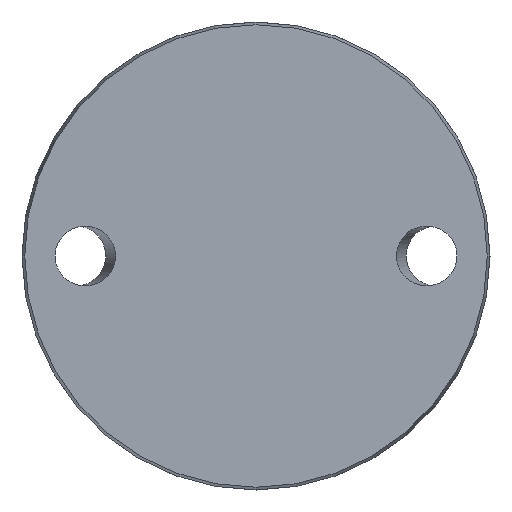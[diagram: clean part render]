
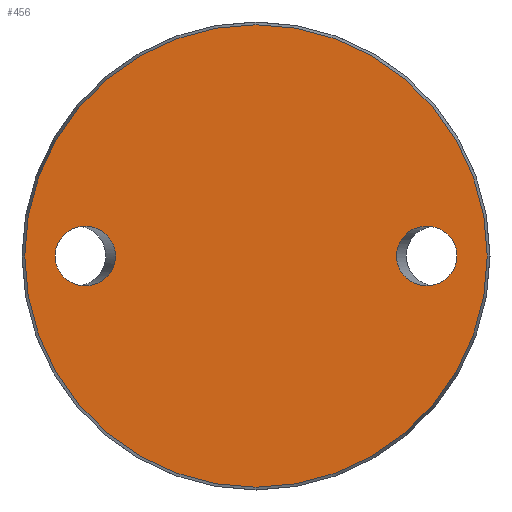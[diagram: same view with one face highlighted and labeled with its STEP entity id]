
A CAD part, front view. The second image highlights one B-rep face of the part: STEP entity #456.
In plain terms, the highlighted planar face has unit normal (0, -1, 0).
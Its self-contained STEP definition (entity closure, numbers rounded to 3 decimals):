
#87 = CARTESIAN_POINT ( 'NONE',  ( -42.087, 0., -12.5 ) ) ;
#97 = AXIS2_PLACEMENT_3D ( 'NONE', #562, #457, #739 ) ;
#132 = CARTESIAN_POINT ( 'NONE',  ( -29.413, 0., -12.5 ) ) ;
#138 =( BOUNDED_CURVE ( )  B_SPLINE_CURVE ( 3, ( #486, #487, #432, #612, #149, #719, #377 ),
 .UNSPECIFIED., .T., .T. ) 
 B_SPLINE_CURVE_WITH_KNOTS ( ( 4, 3, 4 ),
 ( 0., 3.142, 6.283 ),
 .UNSPECIFIED. ) 
 CURVE ( )  GEOMETRIC_REPRESENTATION_ITEM ( )  RATIONAL_B_SPLINE_CURVE ( ( 1., 0.333, 0.333, 1., 0.333, 0.333, 1. ) ) 
 REPRESENTATION_ITEM ( '' )  );
#149 = CARTESIAN_POINT ( 'NONE',  ( 29.413, 0., 12.5 ) ) ;
#171 = DIRECTION ( 'NONE',  ( 0., 0., -1. ) ) ;
#178 = CARTESIAN_POINT ( 'NONE',  ( 0., 0., 0. ) ) ;
#181 = FACE_BOUND ( 'NONE', #497, .T. ) ;
#214 = ORIENTED_EDGE ( 'NONE', *, *, #431, .T. ) ;
#232 = EDGE_LOOP ( 'NONE', ( #489 ) ) ;
#297 = CIRCLE ( 'NONE', #410, 48.425 ) ;
#339 = EDGE_LOOP ( 'NONE', ( #214 ) ) ;
#340 = VERTEX_POINT ( 'NONE', #512 ) ;
#341 = FACE_BOUND ( 'NONE', #232, .T. ) ;
#377 = CARTESIAN_POINT ( 'NONE',  ( 42.087, 0., 0. ) ) ;
#395 = VERTEX_POINT ( 'NONE', #735 ) ;
#406 = FACE_OUTER_BOUND ( 'NONE', #339, .T. ) ;
#410 = AXIS2_PLACEMENT_3D ( 'NONE', #178, #508, #171 ) ;
#415 = CARTESIAN_POINT ( 'NONE',  ( -42.087, 0., 0. ) ) ;
#431 = EDGE_CURVE ( 'NONE', #340, #340, #297, .T. ) ;
#432 = CARTESIAN_POINT ( 'NONE',  ( 29.413, 0., -12.5 ) ) ;
#456 = ADVANCED_FACE ( 'NONE', ( #181, #341, #406 ), #571, .F. ) ;
#457 = DIRECTION ( 'NONE',  ( 0., 1., 0. ) ) ;
#486 = CARTESIAN_POINT ( 'NONE',  ( 42.087, 0., 0. ) ) ;
#487 = CARTESIAN_POINT ( 'NONE',  ( 42.087, 0., -12.5 ) ) ;
#489 = ORIENTED_EDGE ( 'NONE', *, *, #677, .T. ) ;
#497 = EDGE_LOOP ( 'NONE', ( #707 ) ) ;
#508 = DIRECTION ( 'NONE',  ( 0., -1., 0. ) ) ;
#512 = CARTESIAN_POINT ( 'NONE',  ( 0., 0., -48.425 ) ) ;
#516 = CARTESIAN_POINT ( 'NONE',  ( 42.087, 0., 0. ) ) ;
#548 = EDGE_CURVE ( 'NONE', #395, #395, #724, .T. ) ;
#562 = CARTESIAN_POINT ( 'NONE',  ( -48.425, 0., 0. ) ) ;
#571 = PLANE ( 'NONE',  #97 ) ;
#578 = CARTESIAN_POINT ( 'NONE',  ( -42.087, 0., 0. ) ) ;
#588 = CARTESIAN_POINT ( 'NONE',  ( -42.087, 0., 12.5 ) ) ;
#612 = CARTESIAN_POINT ( 'NONE',  ( 29.413, 0., 0. ) ) ;
#642 = CARTESIAN_POINT ( 'NONE',  ( -29.413, 0., 0. ) ) ;
#677 = EDGE_CURVE ( 'NONE', #679, #679, #138, .T. ) ;
#679 = VERTEX_POINT ( 'NONE', #516 ) ;
#702 = CARTESIAN_POINT ( 'NONE',  ( -29.413, 0., 12.5 ) ) ;
#707 = ORIENTED_EDGE ( 'NONE', *, *, #548, .T. ) ;
#719 = CARTESIAN_POINT ( 'NONE',  ( 42.087, 0., 12.5 ) ) ;
#724 =( BOUNDED_CURVE ( )  B_SPLINE_CURVE ( 3, ( #415, #588, #702, #642, #132, #87, #578 ),
 .UNSPECIFIED., .T., .T. ) 
 B_SPLINE_CURVE_WITH_KNOTS ( ( 4, 3, 4 ),
 ( 0., 3.142, 6.283 ),
 .UNSPECIFIED. ) 
 CURVE ( )  GEOMETRIC_REPRESENTATION_ITEM ( )  RATIONAL_B_SPLINE_CURVE ( ( 1., 0.333, 0.333, 1., 0.333, 0.333, 1. ) ) 
 REPRESENTATION_ITEM ( '' )  );
#735 = CARTESIAN_POINT ( 'NONE',  ( -42.087, 0., 0. ) ) ;
#739 = DIRECTION ( 'NONE',  ( 0., 0., 1. ) ) ;
